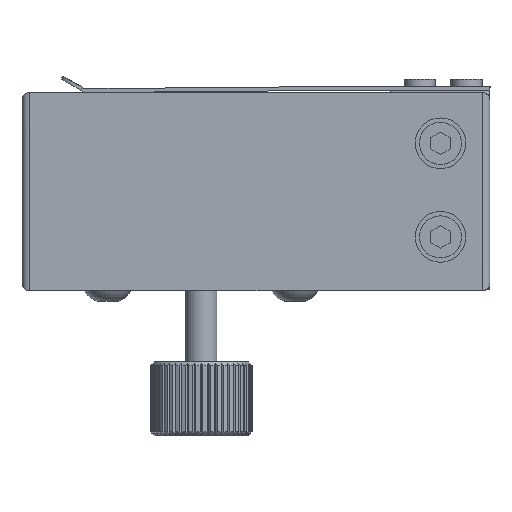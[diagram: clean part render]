
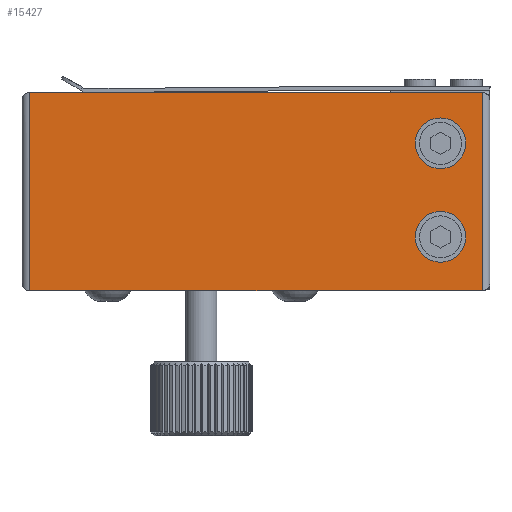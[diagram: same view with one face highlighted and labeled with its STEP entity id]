
A CAD part, left-side view. The second image highlights one B-rep face of the part: STEP entity #15427.
In plain terms, the highlighted planar face has unit normal (-1, 0, 0).
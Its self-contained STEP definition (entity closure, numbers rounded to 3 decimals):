
#111 = LINE ( 'NONE', #11795, #117 ) ;
#117 = VECTOR ( 'NONE', #11797, 1000. ) ;
#123 = LINE ( 'NONE', #11802, #129 ) ;
#125 = CIRCLE ( 'NONE', #586, 3.25 ) ;
#127 = CIRCLE ( 'NONE', #588, 3.25 ) ;
#129 = VECTOR ( 'NONE', #11816, 1000. ) ;
#586 = AXIS2_PLACEMENT_3D ( 'NONE', #11806, #11807, #11808 ) ;
#588 = AXIS2_PLACEMENT_3D ( 'NONE', #11813, #11814, #11815 ) ;
#2783 = CARTESIAN_POINT ( 'NONE',  ( -36.332, 50.163, 12.5 ) ) ;
#2817 = CARTESIAN_POINT ( 'NONE',  ( -36.332, -7.837, 12.5 ) ) ;
#2819 = CARTESIAN_POINT ( 'NONE',  ( -36.332, -7.837, -12.9 ) ) ;
#2821 = CARTESIAN_POINT ( 'NONE',  ( -36.332, 50.163, -12.9 ) ) ;
#4754 = CARTESIAN_POINT ( 'NONE',  ( -36.332, -7.837, -12.9 ) ) ;
#4755 = DIRECTION ( 'NONE',  ( 0., 1., 0. ) ) ;
#4780 = CARTESIAN_POINT ( 'NONE',  ( -36.332, -7.837, 11.5 ) ) ;
#4783 = DIRECTION ( 'NONE',  ( 0., 0., 1. ) ) ;
#4940 = LINE ( 'NONE', #4754, #4944 ) ;
#4944 = VECTOR ( 'NONE', #4755, 1000. ) ;
#4954 = LINE ( 'NONE', #4780, #4962 ) ;
#4962 = VECTOR ( 'NONE', #4783, 1000. ) ;
#5741 = FACE_OUTER_BOUND ( 'NONE', #12825, .T. ) ;
#5746 = FACE_BOUND ( 'NONE', #12822, .T. ) ;
#5751 = FACE_BOUND ( 'NONE', #12821, .T. ) ;
#5886 = VERTEX_POINT ( 'NONE', #9462 ) ;
#5888 = VERTEX_POINT ( 'NONE', #9464 ) ;
#8013 = DIRECTION ( 'NONE',  ( -1., 0., 0. ) ) ;
#8014 = CARTESIAN_POINT ( 'NONE',  ( -36.332, 50.163, 11.5 ) ) ;
#8015 = PLANE ( 'NONE',  #8409 ) ;
#8017 = DIRECTION ( 'NONE',  ( 0., -1., 0. ) ) ;
#8409 = AXIS2_PLACEMENT_3D ( 'NONE', #8014, #8013, #8017 ) ;
#9462 = CARTESIAN_POINT ( 'NONE',  ( -36.332, -5.737, -6. ) ) ;
#9464 = CARTESIAN_POINT ( 'NONE',  ( -36.332, -5.737, 6. ) ) ;
#11795 = CARTESIAN_POINT ( 'NONE',  ( -36.332, 50.163, -11.9 ) ) ;
#11797 = DIRECTION ( 'NONE',  ( 0., 0., -1. ) ) ;
#11802 = CARTESIAN_POINT ( 'NONE',  ( -36.332, -7.837, 12.5 ) ) ;
#11806 = CARTESIAN_POINT ( 'NONE',  ( -36.332, -2.487, -6. ) ) ;
#11807 = DIRECTION ( 'NONE',  ( -1., 0., 0. ) ) ;
#11808 = DIRECTION ( 'NONE',  ( 0., -1., 0. ) ) ;
#11813 = CARTESIAN_POINT ( 'NONE',  ( -36.332, -2.487, 6. ) ) ;
#11814 = DIRECTION ( 'NONE',  ( -1., 0., 0. ) ) ;
#11815 = DIRECTION ( 'NONE',  ( 0., -1., 0. ) ) ;
#11816 = DIRECTION ( 'NONE',  ( 0., -1., 0. ) ) ;
#11987 = EDGE_CURVE ( 'NONE', #13298, #13336, #111, .T. ) ;
#11991 = EDGE_CURVE ( 'NONE', #5886, #5886, #125, .T. ) ;
#11993 = EDGE_CURVE ( 'NONE', #5888, #5888, #127, .T. ) ;
#11994 = EDGE_CURVE ( 'NONE', #13298, #13332, #123, .T. ) ;
#12821 = EDGE_LOOP ( 'NONE', ( #16912 ) ) ;
#12822 = EDGE_LOOP ( 'NONE', ( #16911 ) ) ;
#12825 = EDGE_LOOP ( 'NONE', ( #16913, #16914, #16915, #16916 ) ) ;
#13298 = VERTEX_POINT ( 'NONE', #2783 ) ;
#13332 = VERTEX_POINT ( 'NONE', #2817 ) ;
#13334 = VERTEX_POINT ( 'NONE', #2819 ) ;
#13336 = VERTEX_POINT ( 'NONE', #2821 ) ;
#14813 = EDGE_CURVE ( 'NONE', #13334, #13336, #4940, .T. ) ;
#14824 = EDGE_CURVE ( 'NONE', #13334, #13332, #4954, .T. ) ;
#15427 = ADVANCED_FACE ( 'NONE', ( #5746, #5751, #5741 ), #8015, .T. ) ;
#16911 = ORIENTED_EDGE ( 'NONE', *, *, #11993, .F. ) ;
#16912 = ORIENTED_EDGE ( 'NONE', *, *, #11991, .F. ) ;
#16913 = ORIENTED_EDGE ( 'NONE', *, *, #11994, .F. ) ;
#16914 = ORIENTED_EDGE ( 'NONE', *, *, #11987, .T. ) ;
#16915 = ORIENTED_EDGE ( 'NONE', *, *, #14813, .F. ) ;
#16916 = ORIENTED_EDGE ( 'NONE', *, *, #14824, .T. ) ;
